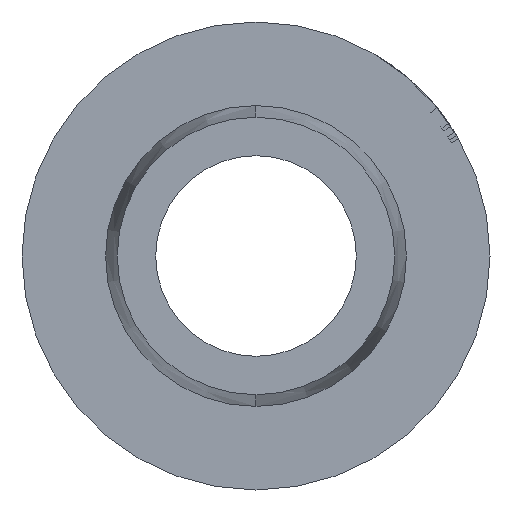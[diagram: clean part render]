
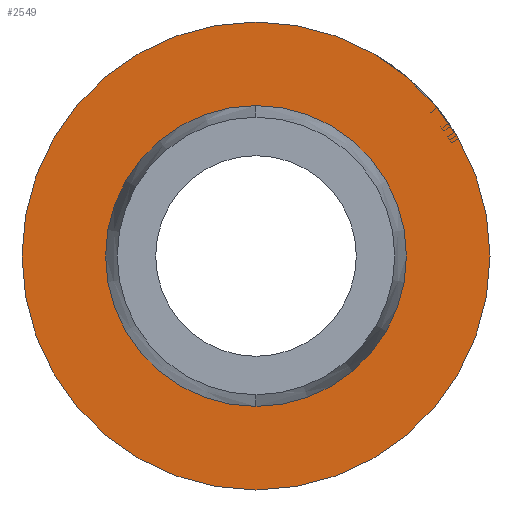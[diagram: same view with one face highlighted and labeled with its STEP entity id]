
A CAD part, left-side view. The second image highlights one B-rep face of the part: STEP entity #2549.
In plain terms, the highlighted planar face has unit normal (-1, 0, 0).
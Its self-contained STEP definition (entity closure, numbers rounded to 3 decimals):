
#23 = EDGE_LOOP ( 'NONE', ( #2341, #5674 ) ) ;
#120 = DIRECTION ( 'NONE',  ( 0., 0., -1. ) ) ;
#125 = CARTESIAN_POINT ( 'NONE',  ( 16., 0., 0. ) ) ;
#883 = ORIENTED_EDGE ( 'NONE', *, *, #2978, .F. ) ;
#996 = CARTESIAN_POINT ( 'NONE',  ( 16., 0., -7. ) ) ;
#1086 = DIRECTION ( 'NONE',  ( 0., 0., 1. ) ) ;
#1240 = CARTESIAN_POINT ( 'NONE',  ( 16., 0., -4.5 ) ) ;
#1404 = VERTEX_POINT ( 'NONE', #2285 ) ;
#1449 = CIRCLE ( 'NONE', #2235, 4.5 ) ;
#1594 = FACE_OUTER_BOUND ( 'NONE', #23, .T. ) ;
#1673 = ORIENTED_EDGE ( 'NONE', *, *, #3187, .F. ) ;
#1706 = AXIS2_PLACEMENT_3D ( 'NONE', #4400, #1971, #120 ) ;
#1971 = DIRECTION ( 'NONE',  ( 1., 0., 0. ) ) ;
#1996 = EDGE_LOOP ( 'NONE', ( #883, #1673 ) ) ;
#2024 = DIRECTION ( 'NONE',  ( 0., 0., 1. ) ) ;
#2059 = PLANE ( 'NONE',  #1706 ) ;
#2066 = CARTESIAN_POINT ( 'NONE',  ( 16., 0., 0. ) ) ;
#2235 = AXIS2_PLACEMENT_3D ( 'NONE', #3537, #5387, #2024 ) ;
#2242 = CIRCLE ( 'NONE', #5694, 7. ) ;
#2285 = CARTESIAN_POINT ( 'NONE',  ( 16., 0., 7. ) ) ;
#2297 = EDGE_CURVE ( 'NONE', #5287, #1404, #4369, .T. ) ;
#2341 = ORIENTED_EDGE ( 'NONE', *, *, #5877, .T. ) ;
#2342 = CARTESIAN_POINT ( 'NONE',  ( 16., 0., 0. ) ) ;
#2504 = AXIS2_PLACEMENT_3D ( 'NONE', #2066, #3861, #5745 ) ;
#2549 = ADVANCED_FACE ( 'NONE', ( #3359, #1594 ), #2059, .F. ) ;
#2978 = EDGE_CURVE ( 'NONE', #5761, #4220, #4796, .T. ) ;
#3187 = EDGE_CURVE ( 'NONE', #4220, #5761, #1449, .T. ) ;
#3359 = FACE_BOUND ( 'NONE', #1996, .T. ) ;
#3537 = CARTESIAN_POINT ( 'NONE',  ( 16., 0., 0. ) ) ;
#3861 = DIRECTION ( 'NONE',  ( -1., 0., 0. ) ) ;
#4220 = VERTEX_POINT ( 'NONE', #1240 ) ;
#4369 = CIRCLE ( 'NONE', #2504, 7. ) ;
#4400 = CARTESIAN_POINT ( 'NONE',  ( 16., 4.5, 0. ) ) ;
#4714 = DIRECTION ( 'NONE',  ( 0., 0., 1. ) ) ;
#4746 = DIRECTION ( 'NONE',  ( -1., 0., 0. ) ) ;
#4796 = CIRCLE ( 'NONE', #4800, 4.5 ) ;
#4800 = AXIS2_PLACEMENT_3D ( 'NONE', #2342, #4746, #4714 ) ;
#5287 = VERTEX_POINT ( 'NONE', #996 ) ;
#5312 = DIRECTION ( 'NONE',  ( -1., 0., 0. ) ) ;
#5387 = DIRECTION ( 'NONE',  ( -1., 0., 0. ) ) ;
#5674 = ORIENTED_EDGE ( 'NONE', *, *, #2297, .T. ) ;
#5694 = AXIS2_PLACEMENT_3D ( 'NONE', #125, #5312, #1086 ) ;
#5745 = DIRECTION ( 'NONE',  ( 0., 0., 1. ) ) ;
#5761 = VERTEX_POINT ( 'NONE', #6051 ) ;
#5877 = EDGE_CURVE ( 'NONE', #1404, #5287, #2242, .T. ) ;
#6051 = CARTESIAN_POINT ( 'NONE',  ( 16., 0., 4.5 ) ) ;
